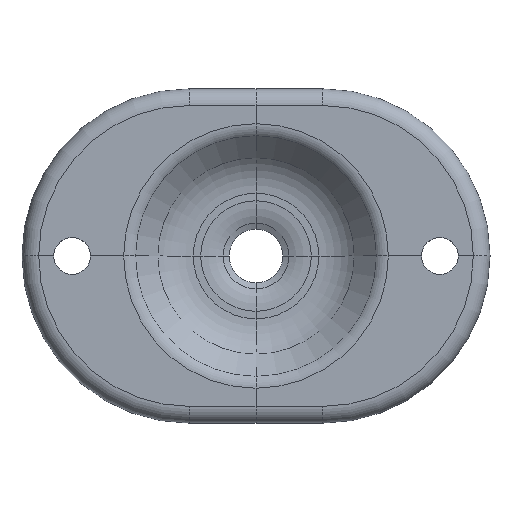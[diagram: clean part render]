
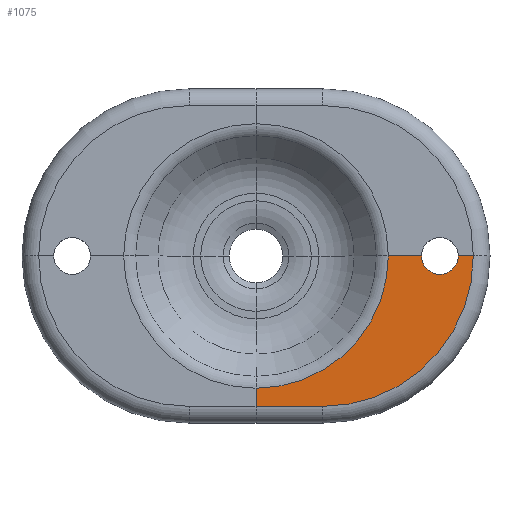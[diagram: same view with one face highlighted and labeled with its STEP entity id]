
A CAD part, top view. The second image highlights one B-rep face of the part: STEP entity #1075.
In plain terms, the highlighted planar face has unit normal (0, 0, 1).
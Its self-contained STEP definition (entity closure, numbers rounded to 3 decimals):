
#36=PLANE('',#1182);
#91=FACE_OUTER_BOUND('',#155,.T.);
#155=EDGE_LOOP('',(#807,#808,#809,#810,#811,#812,#813));
#222=LINE('',#1757,#302);
#223=LINE('',#1766,#303);
#224=LINE('',#1770,#304);
#225=LINE('',#1773,#305);
#302=VECTOR('',#1389,10.);
#303=VECTOR('',#1400,10.);
#304=VECTOR('',#1403,10.);
#305=VECTOR('',#1406,10.);
#385=CIRCLE('',#1180,9.);
#387=CIRCLE('',#1183,1.1);
#388=CIRCLE('',#1184,7.914);
#473=VERTEX_POINT('',#1751);
#475=VERTEX_POINT('',#1755);
#476=VERTEX_POINT('',#1759);
#478=VERTEX_POINT('',#1765);
#479=VERTEX_POINT('',#1767);
#480=VERTEX_POINT('',#1769);
#481=VERTEX_POINT('',#1771);
#597=EDGE_CURVE('',#473,#475,#222,.T.);
#599=EDGE_CURVE('',#475,#476,#385,.T.);
#601=EDGE_CURVE('',#478,#476,#223,.T.);
#602=EDGE_CURVE('',#479,#478,#387,.T.);
#603=EDGE_CURVE('',#480,#479,#224,.T.);
#604=EDGE_CURVE('',#480,#481,#388,.T.);
#605=EDGE_CURVE('',#473,#481,#225,.T.);
#807=ORIENTED_EDGE('',*,*,#599,.T.);
#808=ORIENTED_EDGE('',*,*,#601,.F.);
#809=ORIENTED_EDGE('',*,*,#602,.F.);
#810=ORIENTED_EDGE('',*,*,#603,.F.);
#811=ORIENTED_EDGE('',*,*,#604,.T.);
#812=ORIENTED_EDGE('',*,*,#605,.F.);
#813=ORIENTED_EDGE('',*,*,#597,.T.);
#1075=ADVANCED_FACE('',(#91),#36,.F.);
#1180=AXIS2_PLACEMENT_3D('',#1762,#1394,#1395);
#1182=AXIS2_PLACEMENT_3D('',#1764,#1398,#1399);
#1183=AXIS2_PLACEMENT_3D('',#1768,#1401,#1402);
#1184=AXIS2_PLACEMENT_3D('',#1772,#1404,#1405);
#1389=DIRECTION('',(1.,0.,0.));
#1394=DIRECTION('center_axis',(0.,0.,1.));
#1395=DIRECTION('ref_axis',(0.707,-0.707,0.));
#1398=DIRECTION('center_axis',(0.,0.,-1.));
#1399=DIRECTION('ref_axis',(1.,0.,0.));
#1400=DIRECTION('',(1.,0.,0.));
#1401=DIRECTION('center_axis',(0.,0.,1.));
#1402=DIRECTION('ref_axis',(1.,0.,0.));
#1403=DIRECTION('',(1.,0.,0.));
#1404=DIRECTION('center_axis',(0.,0.,-1.));
#1405=DIRECTION('ref_axis',(0.707,-0.707,0.));
#1406=DIRECTION('',(0.,1.,0.));
#1751=CARTESIAN_POINT('',(0.,-9.,3.));
#1755=CARTESIAN_POINT('',(4.,-9.,3.));
#1757=CARTESIAN_POINT('',(10.5,-9.,3.));
#1759=CARTESIAN_POINT('',(13.,0.,3.));
#1762=CARTESIAN_POINT('Origin',(4.,0.,3.));
#1764=CARTESIAN_POINT('Origin',(7.,-5.,3.));
#1765=CARTESIAN_POINT('',(12.1,0.,3.));
#1766=CARTESIAN_POINT('',(0.,0.,3.));
#1767=CARTESIAN_POINT('',(9.9,0.,3.));
#1768=CARTESIAN_POINT('Origin',(11.,0.,3.));
#1769=CARTESIAN_POINT('',(7.914,0.,3.));
#1770=CARTESIAN_POINT('',(0.,0.,3.));
#1771=CARTESIAN_POINT('',(0.,-7.914,3.));
#1772=CARTESIAN_POINT('Origin',(0.,0.,
3.));
#1773=CARTESIAN_POINT('',(0.,-10.,3.));
